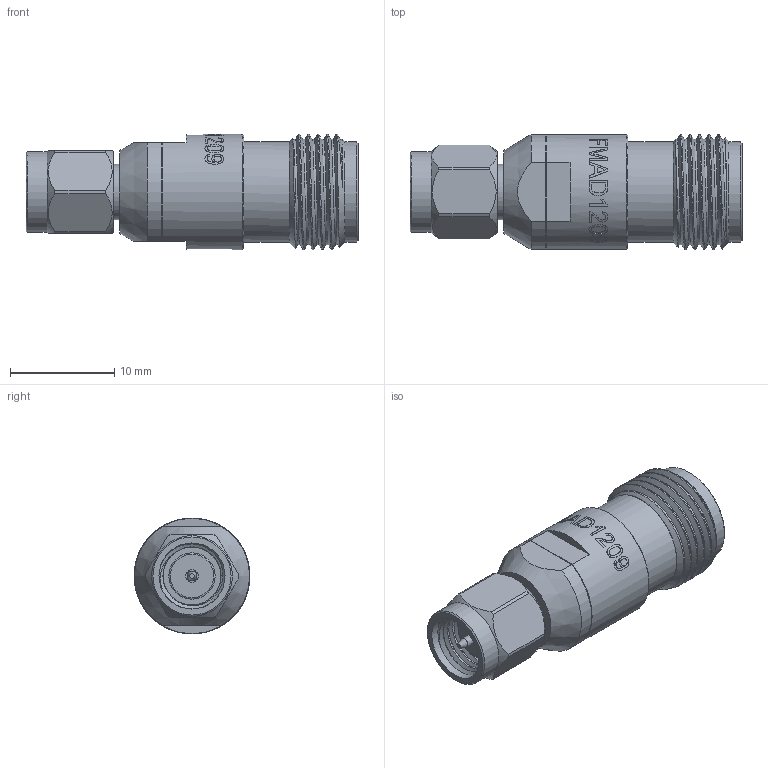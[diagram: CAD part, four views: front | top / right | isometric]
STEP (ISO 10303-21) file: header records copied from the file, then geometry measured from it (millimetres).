
FILE_DESCRIPTION (( 'STEP AP203' ), '1' );
FILE_NAME ('FMAD1209_3D.step', '2021-10-19T17:24:54', ( '' ), ( '' ), 'SwSTEP 2.0', 'SolidWorks 2021', '' );
FILE_SCHEMA (( 'CONFIG_CONTROL_DESIGN' ));
Length unit declared in the file: inch
Products named in the file (1): FMAD1209_3D
Bounding box: 31.9 x 11.13 x 11.12 mm (x, y, z)
Volume: 1949 mm3; surface area: 1822.9 mm2
Topology: 1 solids, 1 shells, 217 faces, 566 edges, 377 vertices
Faces by surface type: bspline 96, plane 59, cylinder 44, cone 18
Full cylindrical faces by diameter (mm): 0.94 x1, 1.194 x1, 1.346 x1, 1.854 x1, 4.445 x1, 4.572 x1, 5.334 x1, 6.35 x6, 7.762 x1, 9.049 x1, 9.652 x2, 11.056 x1
Entity records: 14611 total; most frequent: CARTESIAN_POINT 10464, ORIENTED_EDGE 1036, EDGE_CURVE 518, DIRECTION 460, VERTEX_POINT 362, B_SPLINE_CURVE_WITH_KNOTS 340, EDGE_LOOP 262, FACE_OUTER_BOUND 224
